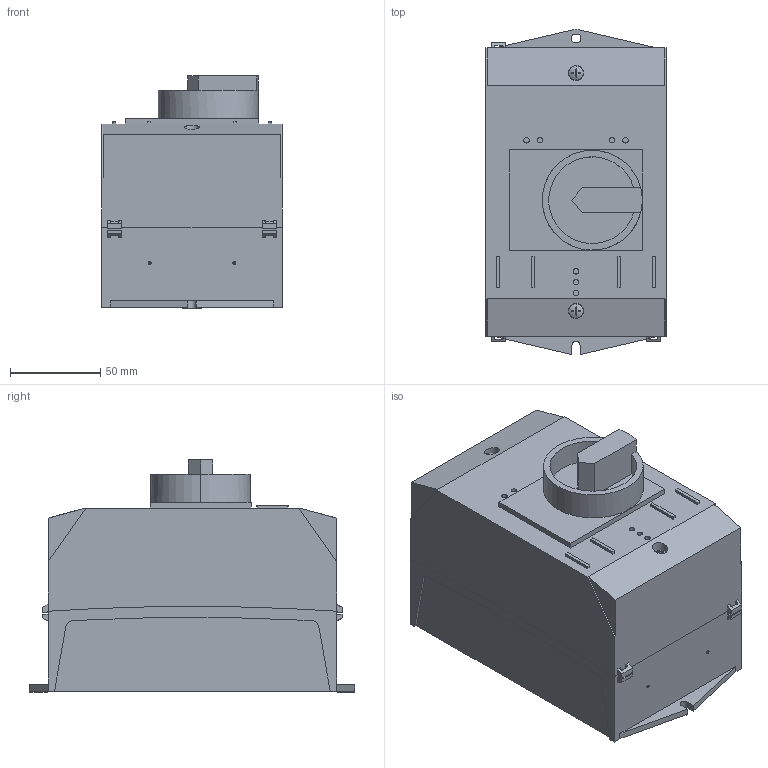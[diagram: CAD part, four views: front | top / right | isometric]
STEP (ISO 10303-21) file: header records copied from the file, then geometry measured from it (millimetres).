
FILE_DESCRIPTION (( 'STEP AP214' ), '1' );
FILE_NAME ('ci_k2_pkz0_g.stp', '2011-10-12T10:50:10', ( 'Cadenas' ), ( '' ), 'SwSTEP 2.0', 'SolidWorks 2011', '' );
FILE_SCHEMA (( 'AUTOMOTIVE_DESIGN' ));
Length unit declared in the file: millimetre
Products named in the file (4): 219654_p3; 219654_p2; 219654_p1; ci_k2_pkz0_g
Assembly tree (3 placements, depth 2):
  ci_k2_pkz0_g
    219654_p2
    219654_p3
    219654_p1
Bounding box: 100 x 180.39 x 128.8 mm (x, y, z)
Volume: 311563.2 mm3; surface area: 218106.3 mm2
Topology: 3 solids, 3 shells, 1040 faces, 2803 edges, 1834 vertices
Faces by surface type: plane 620, cylinder 302, cone 106, torus 8, sphere 4
Entity records: 33458 total; most frequent: CARTESIAN_POINT 6642, ORIENTED_EDGE 5590, DIRECTION 5455, EDGE_CURVE 2795, VERTEX_POINT 1834, AXIS2_PLACEMENT_3D 1827, LINE 1801, VECTOR 1801
